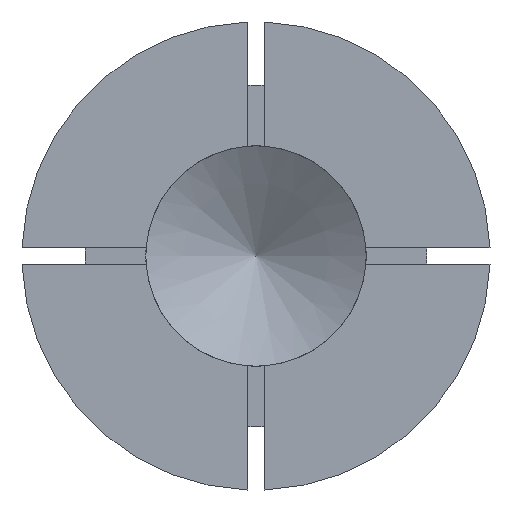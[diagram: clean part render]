
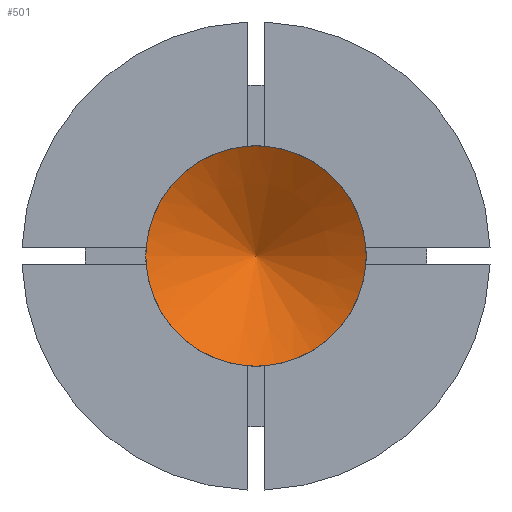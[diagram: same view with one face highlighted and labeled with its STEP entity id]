
A CAD part, front view. The second image highlights one B-rep face of the part: STEP entity #501.
In plain terms, the highlighted conical face has half-angle 59 degrees and reference radius 1 mm.
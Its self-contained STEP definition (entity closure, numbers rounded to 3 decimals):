
#22=CONICAL_SURFACE('',#572,1.,1.03);
#53=FACE_OUTER_BOUND('',#80,.T.);
#80=EDGE_LOOP('',(#422,#423,#424,#425));
#121=LINE('',#886,#158);
#158=VECTOR('',#711,1.);
#186=CIRCLE('',#573,2.);
#187=CIRCLE('',#574,2.);
#235=VERTEX_POINT('',#882);
#236=VERTEX_POINT('',#883);
#237=VERTEX_POINT('',#885);
#306=EDGE_CURVE('',#235,#236,#186,.T.);
#307=EDGE_CURVE('',#236,#237,#121,.T.);
#308=EDGE_CURVE('',#236,#235,#187,.T.);
#422=ORIENTED_EDGE('',*,*,#306,.T.);
#423=ORIENTED_EDGE('',*,*,#307,.T.);
#424=ORIENTED_EDGE('',*,*,#307,.F.);
#425=ORIENTED_EDGE('',*,*,#308,.T.);
#501=ADVANCED_FACE('',(#53),#22,.F.);
#572=AXIS2_PLACEMENT_3D('',#881,#707,#708);
#573=AXIS2_PLACEMENT_3D('',#884,#709,#710);
#574=AXIS2_PLACEMENT_3D('',#887,#712,#713);
#707=DIRECTION('center_axis',(0.,-1.,0.));
#708=DIRECTION('ref_axis',(1.,0.,0.));
#709=DIRECTION('center_axis',(0.,-1.,0.));
#710=DIRECTION('ref_axis',(1.,0.,0.));
#711=DIRECTION('',(0.857,0.515,0.));
#712=DIRECTION('center_axis',(0.,-1.,0.));
#713=DIRECTION('ref_axis',(1.,0.,0.));
#881=CARTESIAN_POINT('Origin',(0.,11.601,0.));
#882=CARTESIAN_POINT('',(2.,11.,0.));
#883=CARTESIAN_POINT('',(-2.,11.,0.));
#884=CARTESIAN_POINT('Origin',(0.,11.,0.));
#885=CARTESIAN_POINT('',(0.,12.202,0.));
#886=CARTESIAN_POINT('',(-1.,11.601,0.));
#887=CARTESIAN_POINT('Origin',(0.,11.,0.));
